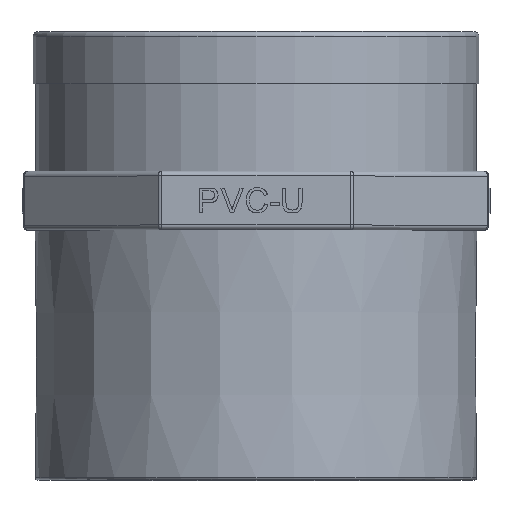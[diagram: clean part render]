
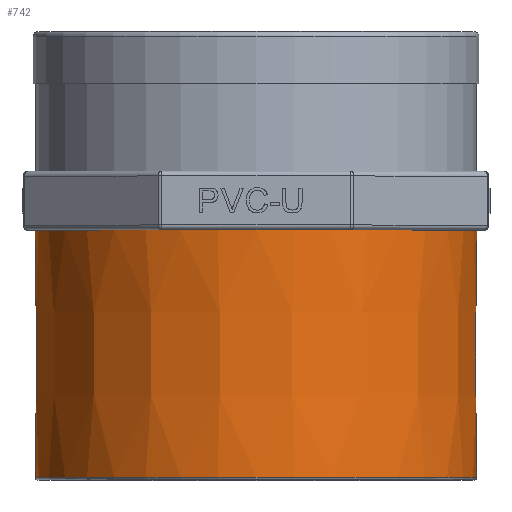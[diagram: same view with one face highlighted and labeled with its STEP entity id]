
A CAD part, top view. The second image highlights one B-rep face of the part: STEP entity #742.
In plain terms, the highlighted conical face has half-angle 0.056 degrees and reference radius 45.001 mm.
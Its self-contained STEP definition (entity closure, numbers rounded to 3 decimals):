
#683=CONICAL_SURFACE('',#8005,45.,0.056);
#742=ADVANCED_FACE('',(#3151,#3152),#683,.T.);
#3151=FACE_BOUND('',#3248,.T.);
#3152=FACE_BOUND('',#3249,.T.);
#3248=EDGE_LOOP('',(#3796));
#3249=EDGE_LOOP('',(#3797));
#3796=ORIENTED_EDGE('',*,*,#6810,.T.);
#3797=ORIENTED_EDGE('',*,*,#6809,.F.);
#6058=VERTEX_POINT('',#9649);
#6059=VERTEX_POINT('',#9652);
#6809=EDGE_CURVE('',#6058,#6058,#7901,.T.);
#6810=EDGE_CURVE('',#6059,#6059,#7902,.T.);
#7901=CIRCLE('',#8002,45.);
#7902=CIRCLE('',#8004,45.05);
#8002=AXIS2_PLACEMENT_3D('',#9648,#8401,#8402);
#8004=AXIS2_PLACEMENT_3D('',#9651,#8405,#8406);
#8005=AXIS2_PLACEMENT_3D('',#9653,#8407,#8408);
#8401=DIRECTION('',(0.,-1.,0.));
#8402=DIRECTION('',(0.,0.,-1.));
#8405=DIRECTION('',(0.,-1.,0.));
#8406=DIRECTION('',(0.,0.,-1.));
#8407=DIRECTION('',(0.,1.,0.));
#8408=DIRECTION('',(0.,0.,1.));
#9648=CARTESIAN_POINT('',(39019.341,2264.213,0.));
#9649=CARTESIAN_POINT('',(39019.341,2264.213,-45.));
#9651=CARTESIAN_POINT('',(39019.341,2314.713,0.));
#9652=CARTESIAN_POINT('',(39019.341,2314.713,-45.05));
#9653=CARTESIAN_POINT('',(39019.341,2264.213,0.));
